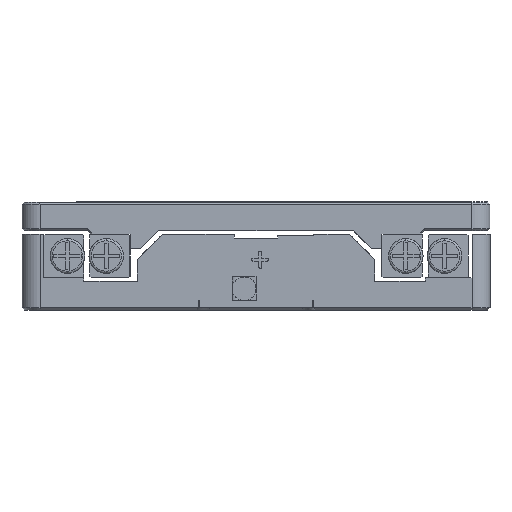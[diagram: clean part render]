
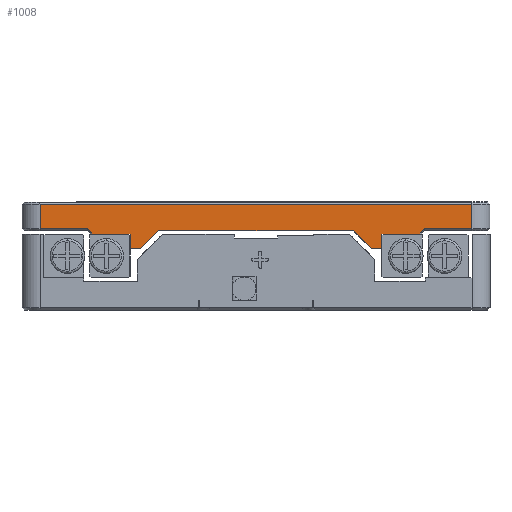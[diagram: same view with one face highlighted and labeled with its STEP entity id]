
A CAD part, front view. The second image highlights one B-rep face of the part: STEP entity #1008.
In plain terms, the highlighted planar face has unit normal (0, -1, 0).
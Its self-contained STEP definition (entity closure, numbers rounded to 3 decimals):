
#812 = VECTOR ( 'NONE', #6201, 1000. ) ;
#1008 = ADVANCED_FACE ( 'NONE', ( #43384 ), #13592, .T. ) ;
#1477 = LINE ( 'NONE', #18723, #812 ) ;
#2619 = ORIENTED_EDGE ( 'NONE', *, *, #20780, .F. ) ;
#3847 = DIRECTION ( 'NONE',  ( 0., 0., 1. ) ) ;
#4475 = VERTEX_POINT ( 'NONE', #16351 ) ;
#6201 = DIRECTION ( 'NONE',  ( 0.707, 0., 0.707 ) ) ;
#7006 = EDGE_CURVE ( 'NONE', #74048, #4475, #67488, .T. ) ;
#7029 = VECTOR ( 'NONE', #58470, 1000. ) ;
#7564 = CARTESIAN_POINT ( 'NONE',  ( 17.5, -32.5, 8.5 ) ) ;
#9766 = VECTOR ( 'NONE', #25735, 1000. ) ;
#10014 = CARTESIAN_POINT ( 'NONE',  ( -13.55, -32.5, 1.45 ) ) ;
#11361 = VERTEX_POINT ( 'NONE', #65159 ) ;
#12180 = VECTOR ( 'NONE', #64029, 1000. ) ;
#12298 = EDGE_LOOP ( 'NONE', ( #20483, #40415, #28198, #33577, #69970, #50228, #19964, #63672, #34952, #35032, #2619, #35289, #66528, #31101, #12511, #54166, #44947, #15207 ) ) ;
#12346 = CARTESIAN_POINT ( 'NONE',  ( 22.8, -32.5, 11. ) ) ;
#12511 = ORIENTED_EDGE ( 'NONE', *, *, #26576, .F. ) ;
#12557 = LINE ( 'NONE', #29461, #60518 ) ;
#12568 = EDGE_CURVE ( 'NONE', #27789, #73067, #76103, .T. ) ;
#12878 = AXIS2_PLACEMENT_3D ( 'NONE', #31636, #52721, #70757 ) ;
#13592 = PLANE ( 'NONE',  #12878 ) ;
#13806 = DIRECTION ( 'NONE',  ( -1., 0., 0. ) ) ;
#15207 = ORIENTED_EDGE ( 'NONE', *, *, #46692, .F. ) ;
#15302 = CARTESIAN_POINT ( 'NONE',  ( -16., -32.5, 8.5 ) ) ;
#15471 = VERTEX_POINT ( 'NONE', #75385 ) ;
#16351 = CARTESIAN_POINT ( 'NONE',  ( 16., -32.5, 8.5 ) ) ;
#16719 = VERTEX_POINT ( 'NONE', #50083 ) ;
#17183 = EDGE_CURVE ( 'NONE', #23152, #73067, #73891, .T. ) ;
#17306 = EDGE_CURVE ( 'NONE', #40591, #16719, #35486, .T. ) ;
#17544 = CARTESIAN_POINT ( 'NONE',  ( -17.5, -32.5, 10.5 ) ) ;
#17842 = DIRECTION ( 'NONE',  ( 0., 0., 1. ) ) ;
#18099 = VECTOR ( 'NONE', #19385, 1000. ) ;
#18723 = CARTESIAN_POINT ( 'NONE',  ( -16., -32.5, 8.5 ) ) ;
#19385 = DIRECTION ( 'NONE',  ( 1., 0., 0. ) ) ;
#19827 = VECTOR ( 'NONE', #19894, 1000. ) ;
#19894 = DIRECTION ( 'NONE',  ( 0.707, 0., -0.707 ) ) ;
#19964 = ORIENTED_EDGE ( 'NONE', *, *, #36905, .T. ) ;
#20483 = ORIENTED_EDGE ( 'NONE', *, *, #33708, .F. ) ;
#20780 = EDGE_CURVE ( 'NONE', #48851, #23028, #31093, .T. ) ;
#21176 = DIRECTION ( 'NONE',  ( 0., 0., -1. ) ) ;
#21325 = CARTESIAN_POINT ( 'NONE',  ( 17.5, -32.5, 8.5 ) ) ;
#21628 = VERTEX_POINT ( 'NONE', #51603 ) ;
#21884 = VECTOR ( 'NONE', #68224, 1000. ) ;
#21947 = CARTESIAN_POINT ( 'NONE',  ( -30., -32.5, 11. ) ) ;
#22443 = CARTESIAN_POINT ( 'NONE',  ( -23.1, -32.5, 11.3 ) ) ;
#22985 = EDGE_CURVE ( 'NONE', #40591, #21628, #30761, .T. ) ;
#23028 = VERTEX_POINT ( 'NONE', #43670 ) ;
#23152 = VERTEX_POINT ( 'NONE', #44827 ) ;
#23339 = CARTESIAN_POINT ( 'NONE',  ( -30., -32.5, 11.3 ) ) ;
#25096 = VECTOR ( 'NONE', #46311, 1000. ) ;
#25735 = DIRECTION ( 'NONE',  ( 0., 0., -1. ) ) ;
#26576 = EDGE_CURVE ( 'NONE', #11361, #53032, #39418, .T. ) ;
#27789 = VERTEX_POINT ( 'NONE', #23339 ) ;
#27835 = VECTOR ( 'NONE', #55345, 1000. ) ;
#28198 = ORIENTED_EDGE ( 'NONE', *, *, #17306, .F. ) ;
#28337 = CARTESIAN_POINT ( 'NONE',  ( -30., -32.5, 14.7 ) ) ;
#29461 = CARTESIAN_POINT ( 'NONE',  ( -17.5, -32.5, 10.5 ) ) ;
#30761 = LINE ( 'NONE', #73059, #18099 ) ;
#31093 = LINE ( 'NONE', #55728, #76739 ) ;
#31101 = ORIENTED_EDGE ( 'NONE', *, *, #43913, .T. ) ;
#31636 = CARTESIAN_POINT ( 'NONE',  ( 0., -32.5, 15. ) ) ;
#33301 = DIRECTION ( 'NONE',  ( -1., 0., 0. ) ) ;
#33577 = ORIENTED_EDGE ( 'NONE', *, *, #22985, .T. ) ;
#33685 = CARTESIAN_POINT ( 'NONE',  ( 23.1, -32.5, 10.5 ) ) ;
#33708 = EDGE_CURVE ( 'NONE', #48995, #15471, #63037, .T. ) ;
#34952 = ORIENTED_EDGE ( 'NONE', *, *, #17183, .F. ) ;
#35011 = VECTOR ( 'NONE', #71344, 1000. ) ;
#35032 = ORIENTED_EDGE ( 'NONE', *, *, #66394, .T. ) ;
#35289 = ORIENTED_EDGE ( 'NONE', *, *, #37983, .F. ) ;
#35486 = LINE ( 'NONE', #59353, #64124 ) ;
#35511 = LINE ( 'NONE', #12346, #75340 ) ;
#36152 = CARTESIAN_POINT ( 'NONE',  ( 23.4, -32.5, 11.3 ) ) ;
#36905 = EDGE_CURVE ( 'NONE', #66759, #27789, #62276, .T. ) ;
#37983 = EDGE_CURVE ( 'NONE', #40348, #48851, #12557, .T. ) ;
#38264 = DIRECTION ( 'NONE',  ( -0.707, 0., 0.707 ) ) ;
#39326 = LINE ( 'NONE', #28337, #7029 ) ;
#39418 = LINE ( 'NONE', #44887, #12180 ) ;
#40348 = VERTEX_POINT ( 'NONE', #41009 ) ;
#40415 = ORIENTED_EDGE ( 'NONE', *, *, #49167, .T. ) ;
#40591 = VERTEX_POINT ( 'NONE', #36152 ) ;
#40783 = CARTESIAN_POINT ( 'NONE',  ( -23.4, -32.5, 11.3 ) ) ;
#41009 = CARTESIAN_POINT ( 'NONE',  ( -17.5, -32.5, 8.5 ) ) ;
#41568 = LINE ( 'NONE', #60313, #35011 ) ;
#42974 = LINE ( 'NONE', #73881, #9766 ) ;
#43384 = FACE_OUTER_BOUND ( 'NONE', #12298, .T. ) ;
#43670 = CARTESIAN_POINT ( 'NONE',  ( -22.8, -32.5, 10.5 ) ) ;
#43767 = CARTESIAN_POINT ( 'NONE',  ( 22.8, -32.5, 10.5 ) ) ;
#43913 = EDGE_CURVE ( 'NONE', #77075, #53032, #1477, .T. ) ;
#44106 = VECTOR ( 'NONE', #33301, 1000. ) ;
#44827 = CARTESIAN_POINT ( 'NONE',  ( -22.8, -32.5, 10.7 ) ) ;
#44887 = CARTESIAN_POINT ( 'NONE',  ( 16., -32.5, 11. ) ) ;
#44947 = ORIENTED_EDGE ( 'NONE', *, *, #7006, .F. ) ;
#45504 = CARTESIAN_POINT ( 'NONE',  ( -22.8, -32.5, 10.5 ) ) ;
#46311 = DIRECTION ( 'NONE',  ( 1., 0., 0. ) ) ;
#46503 = LINE ( 'NONE', #69649, #67132 ) ;
#46692 = EDGE_CURVE ( 'NONE', #15471, #74048, #42974, .T. ) ;
#48851 = VERTEX_POINT ( 'NONE', #17544 ) ;
#48995 = VERTEX_POINT ( 'NONE', #43767 ) ;
#49167 = EDGE_CURVE ( 'NONE', #48995, #16719, #35511, .T. ) ;
#50083 = CARTESIAN_POINT ( 'NONE',  ( 22.8, -32.5, 10.7 ) ) ;
#50228 = ORIENTED_EDGE ( 'NONE', *, *, #71666, .T. ) ;
#51603 = CARTESIAN_POINT ( 'NONE',  ( 30., -32.5, 11.3 ) ) ;
#52721 = DIRECTION ( 'NONE',  ( 0., -1., 0. ) ) ;
#53032 = VERTEX_POINT ( 'NONE', #68900 ) ;
#53093 = DIRECTION ( 'NONE',  ( -0.707, 0., -0.707 ) ) ;
#53326 = DIRECTION ( 'NONE',  ( 0., 0., 1. ) ) ;
#54166 = ORIENTED_EDGE ( 'NONE', *, *, #76475, .T. ) ;
#55345 = DIRECTION ( 'NONE',  ( -1., 0., 0. ) ) ;
#55693 = LINE ( 'NONE', #45504, #21884 ) ;
#55728 = CARTESIAN_POINT ( 'NONE',  ( -23.1, -32.5, 10.5 ) ) ;
#55924 = LINE ( 'NONE', #62946, #19827 ) ;
#57155 = VERTEX_POINT ( 'NONE', #75639 ) ;
#57449 = EDGE_CURVE ( 'NONE', #21628, #57155, #46503, .T. ) ;
#58470 = DIRECTION ( 'NONE',  ( -1., 0., 0. ) ) ;
#59353 = CARTESIAN_POINT ( 'NONE',  ( 13.55, -32.5, 1.45 ) ) ;
#60313 = CARTESIAN_POINT ( 'NONE',  ( -17.5, -32.5, 8.5 ) ) ;
#60518 = VECTOR ( 'NONE', #53326, 1000. ) ;
#62276 = LINE ( 'NONE', #21947, #70518 ) ;
#62946 = CARTESIAN_POINT ( 'NONE',  ( 13.5, -32.5, 11. ) ) ;
#63037 = LINE ( 'NONE', #33685, #44106 ) ;
#63672 = ORIENTED_EDGE ( 'NONE', *, *, #12568, .T. ) ;
#64029 = DIRECTION ( 'NONE',  ( -1., 0., 0. ) ) ;
#64124 = VECTOR ( 'NONE', #53093, 1000. ) ;
#64265 = EDGE_CURVE ( 'NONE', #77075, #40348, #41568, .T. ) ;
#65159 = CARTESIAN_POINT ( 'NONE',  ( 13.5, -32.5, 11. ) ) ;
#66394 = EDGE_CURVE ( 'NONE', #23152, #23028, #55693, .T. ) ;
#66528 = ORIENTED_EDGE ( 'NONE', *, *, #64265, .F. ) ;
#66759 = VERTEX_POINT ( 'NONE', #68132 ) ;
#67132 = VECTOR ( 'NONE', #3847, 1000. ) ;
#67488 = LINE ( 'NONE', #7564, #27835 ) ;
#68132 = CARTESIAN_POINT ( 'NONE',  ( -30., -32.5, 14.7 ) ) ;
#68224 = DIRECTION ( 'NONE',  ( 0., 0., -1. ) ) ;
#68900 = CARTESIAN_POINT ( 'NONE',  ( -13.5, -32.5, 11. ) ) ;
#69649 = CARTESIAN_POINT ( 'NONE',  ( 30., -32.5, 15. ) ) ;
#69970 = ORIENTED_EDGE ( 'NONE', *, *, #57449, .T. ) ;
#70518 = VECTOR ( 'NONE', #21176, 1000. ) ;
#70757 = DIRECTION ( 'NONE',  ( 1., 0., 0. ) ) ;
#71344 = DIRECTION ( 'NONE',  ( -1., 0., 0. ) ) ;
#71666 = EDGE_CURVE ( 'NONE', #57155, #66759, #39326, .T. ) ;
#73059 = CARTESIAN_POINT ( 'NONE',  ( 30., -32.5, 11.3 ) ) ;
#73067 = VERTEX_POINT ( 'NONE', #40783 ) ;
#73881 = CARTESIAN_POINT ( 'NONE',  ( 17.5, -32.5, 10.5 ) ) ;
#73891 = LINE ( 'NONE', #10014, #74155 ) ;
#74048 = VERTEX_POINT ( 'NONE', #21325 ) ;
#74155 = VECTOR ( 'NONE', #38264, 1000. ) ;
#75340 = VECTOR ( 'NONE', #17842, 1000. ) ;
#75385 = CARTESIAN_POINT ( 'NONE',  ( 17.5, -32.5, 10.5 ) ) ;
#75639 = CARTESIAN_POINT ( 'NONE',  ( 30., -32.5, 14.7 ) ) ;
#76103 = LINE ( 'NONE', #22443, #25096 ) ;
#76475 = EDGE_CURVE ( 'NONE', #11361, #4475, #55924, .T. ) ;
#76739 = VECTOR ( 'NONE', #13806, 1000. ) ;
#77075 = VERTEX_POINT ( 'NONE', #15302 ) ;
